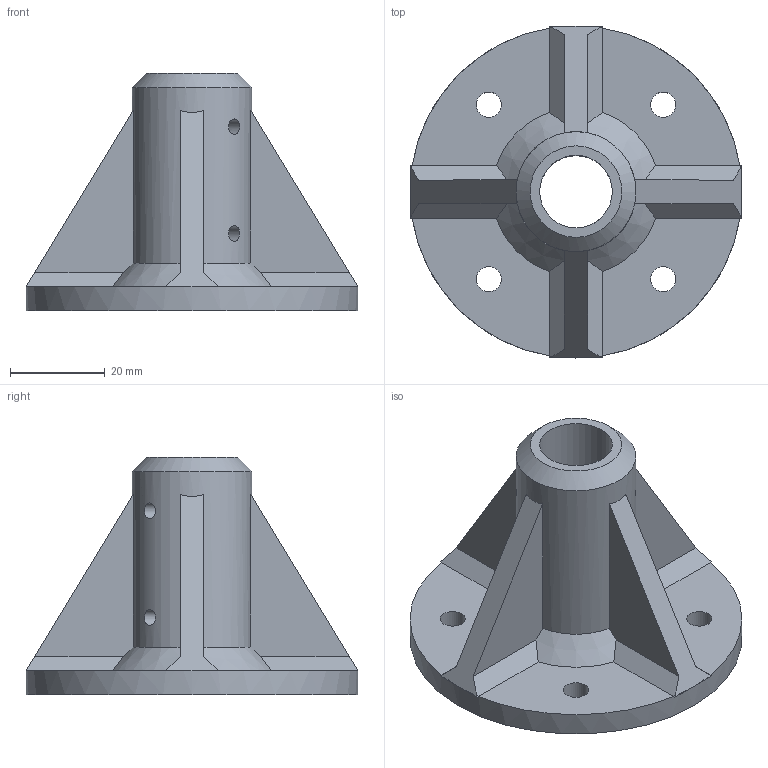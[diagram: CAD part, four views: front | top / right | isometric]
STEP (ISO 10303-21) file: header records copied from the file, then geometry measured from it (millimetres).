
FILE_DESCRIPTION(/* description */ ('STEP AP242','CAx-IF Rec.Pracs.---Representation and Presentation of Product Manufacturing Information (PMI)---4.0---2014-10-13','CAx-IF Rec.Pracs.---3D Tessellated Geometry---0.4---2014-09-14','2;1'),/* implementation_level */ '2;1');
FILE_NAME(/* name */ '688507e1a72d324d6c9b435c',/* time_stamp */ '2025-07-26T16:52:50Z',/* author */ (''),/* organization */ (''),/* preprocessor_version */ 'ST-DEVELOPER v20',/* originating_system */ 'ONSHAPE BY PTC INC, 1.201',/* authorisation */ ' ');
FILE_SCHEMA (('AP242_MANAGED_MODEL_BASED_3D_ENGINEERING_MIM_LF { 1 0 10303 442 1 1 4 }'));
Length unit declared in the file: metre
Products named in the file (1): tube_mount_bracket
Bounding box: 70 x 70 x 50 mm (x, y, z)
Volume: 41535.2 mm3; surface area: 17110.5 mm2
Topology: 1 solids, 1 shells, 50 faces, 130 edges, 82 vertices
Faces by surface type: plane 34, cylinder 11, cone 5
Full cylindrical faces by diameter (mm): 3.3 x4, 5.3 x4, 15.3 x1, 25.3 x1, 70 x1
Entity records: 1588 total; most frequent: CARTESIAN_POINT 377, ORIENTED_EDGE 234, DIRECTION 232, EDGE_CURVE 117, AXIS2_PLACEMENT_3D 88, VERTEX_POINT 81, EDGE_LOOP 80, FACE_BOUND 80
